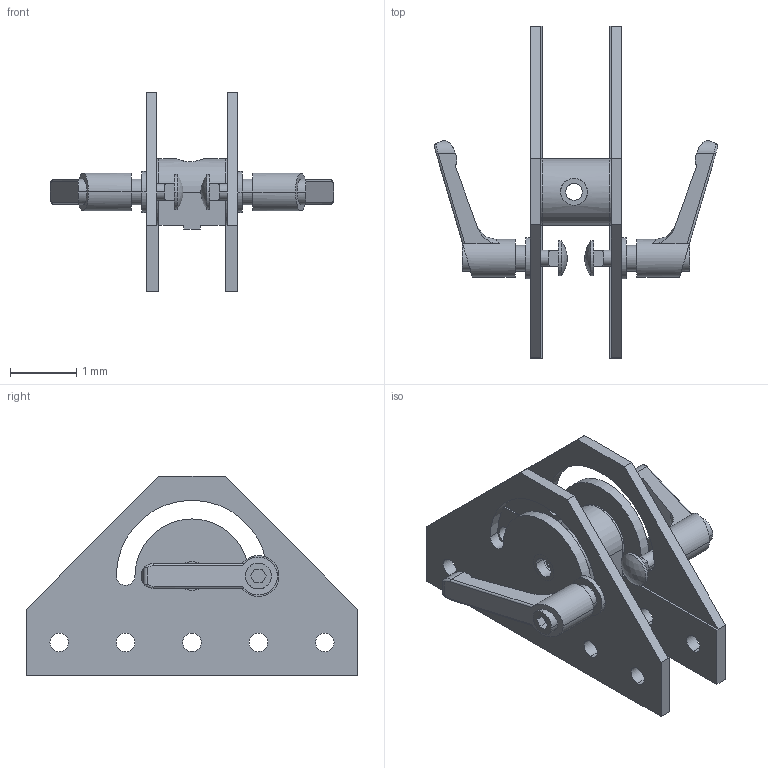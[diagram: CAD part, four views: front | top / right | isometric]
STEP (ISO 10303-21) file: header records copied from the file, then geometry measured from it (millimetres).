
FILE_DESCRIPTION((''),'2;1');
FILE_NAME('10HI8370.stp','2015-07-14T08:20:34',(''),(''),'Mechanical Desktop 2011','Mechanical Desktop 2011',', , ');
FILE_SCHEMA(('CONFIG_CONTROL_DESIGN'));
Length unit declared in the file: millimetre
Products named in the file (1): Product
Bounding box: 4.27 x 5 x 3 mm (x, y, z)
Volume: 5 mm3; surface area: 71.9 mm2
Topology: 13 solids, 13 shells, 225 faces, 547 edges, 355 vertices
Faces by surface type: cylinder 105, plane 80, bspline 34, cone 4, sphere 2
Entity records: 7824 total; most frequent: CARTESIAN_POINT 2385, DIRECTION 1114, ORIENTED_EDGE 1086, EDGE_CURVE 543, AXIS2_PLACEMENT_3D 421, VERTEX_POINT 355, EDGE_LOOP 282, VECTOR 272
